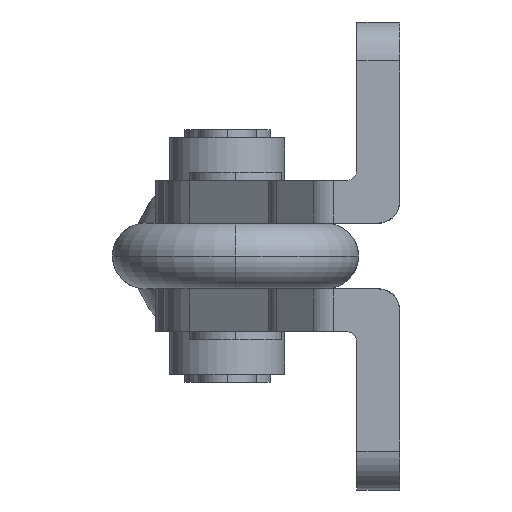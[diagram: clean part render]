
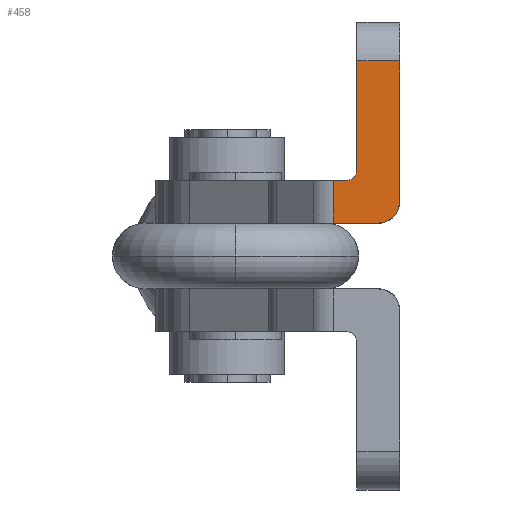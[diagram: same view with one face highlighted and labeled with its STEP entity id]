
A CAD part, left-side view. The second image highlights one B-rep face of the part: STEP entity #458.
In plain terms, the highlighted planar face has unit normal (-1, 0, 0).
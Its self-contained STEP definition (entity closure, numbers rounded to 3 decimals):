
#458 = ADVANCED_FACE( '', ( #1009 ), #1010, .F. );
#1009 = FACE_OUTER_BOUND( '', #1608, .T. );
#1010 = PLANE( '', #1609 );
#1608 = EDGE_LOOP( '', ( #3638, #3639, #3640, #3641, #3642, #3643, #3644, #3645 ) );
#1609 = AXIS2_PLACEMENT_3D( '', #3646, #3647, #3648 );
#3638 = ORIENTED_EDGE( '', *, *, #4604, .T. );
#3639 = ORIENTED_EDGE( '', *, *, #4628, .F. );
#3640 = ORIENTED_EDGE( '', *, *, #4629, .F. );
#3641 = ORIENTED_EDGE( '', *, *, #4630, .F. );
#3642 = ORIENTED_EDGE( '', *, *, #4631, .F. );
#3643 = ORIENTED_EDGE( '', *, *, #4632, .F. );
#3644 = ORIENTED_EDGE( '', *, *, #4633, .F. );
#3645 = ORIENTED_EDGE( '', *, *, #4634, .F. );
#3646 = CARTESIAN_POINT( '', ( -90., 8.06, 4.005 ) );
#3647 = DIRECTION( '', ( 1., 0., 0. ) );
#3648 = DIRECTION( '', ( 0., 1., 0. ) );
#4604 = EDGE_CURVE( '', #5756, #5757, #5758, .T. );
#4628 = EDGE_CURVE( '', #5798, #5757, #5799, .T. );
#4629 = EDGE_CURVE( '', #5800, #5798, #5801, .T. );
#4630 = EDGE_CURVE( '', #5802, #5800, #5803, .T. );
#4631 = EDGE_CURVE( '', #5804, #5802, #5805, .T. );
#4632 = EDGE_CURVE( '', #5806, #5804, #5807, .T. );
#4633 = EDGE_CURVE( '', #5808, #5806, #5809, .T. );
#4634 = EDGE_CURVE( '', #5756, #5808, #5810, .T. );
#5756 = VERTEX_POINT( '', #8089 );
#5757 = VERTEX_POINT( '', #8090 );
#5758 = LINE( '', #8091, #8092 );
#5798 = VERTEX_POINT( '', #8149 );
#5799 = LINE( '', #8150, #8151 );
#5800 = VERTEX_POINT( '', #8152 );
#5801 = CIRCLE( '', #8153, 1.3 );
#5802 = VERTEX_POINT( '', #8154 );
#5803 = LINE( '', #8155, #8156 );
#5804 = VERTEX_POINT( '', #8157 );
#5805 = LINE( '', #8158, #8159 );
#5806 = VERTEX_POINT( '', #8160 );
#5807 = LINE( '', #8161, #8162 );
#5808 = VERTEX_POINT( '', #8163 );
#5809 = CIRCLE( '', #8164, 2.6 );
#5810 = LINE( '', #8165, #8166 );
#8089 = CARTESIAN_POINT( '', ( -90., 0., 23.766 ) );
#8090 = CARTESIAN_POINT( '', ( -90., 5.22, 23.766 ) );
#8091 = CARTESIAN_POINT( '', ( -90., 2.625, 23.766 ) );
#8092 = VECTOR( '', #9497, 1. );
#8149 = CARTESIAN_POINT( '', ( -90., 5.22, 10.49 ) );
#8150 = CARTESIAN_POINT( '', ( -90., 5.22, 7.248 ) );
#8151 = VECTOR( '', #9533, 1. );
#8152 = CARTESIAN_POINT( '', ( -90., 6.52, 9.19 ) );
#8153 = AXIS2_PLACEMENT_3D( '', #9534, #9535, #9536 );
#8154 = CARTESIAN_POINT( '', ( -90., 8.06, 9.19 ) );
#8155 = CARTESIAN_POINT( '', ( -90., 20.655, 9.19 ) );
#8156 = VECTOR( '', #9537, 1. );
#8157 = CARTESIAN_POINT( '', ( -90., 8.06, 4.01 ) );
#8158 = CARTESIAN_POINT( '', ( -90., 8.06, 4.005 ) );
#8159 = VECTOR( '', #9538, 1. );
#8160 = CARTESIAN_POINT( '', ( -90., 2.6, 4.01 ) );
#8161 = CARTESIAN_POINT( '', ( -90., 5.33, 4.01 ) );
#8162 = VECTOR( '', #9539, 1. );
#8163 = CARTESIAN_POINT( '', ( -90., 0., 6.61 ) );
#8164 = AXIS2_PLACEMENT_3D( '', #9540, #9541, #9542 );
#8165 = CARTESIAN_POINT( '', ( -90., 0., 17.008 ) );
#8166 = VECTOR( '', #9543, 1. );
#9497 = DIRECTION( '', ( 0., 1., 0. ) );
#9533 = DIRECTION( '', ( 0., 0., 1. ) );
#9534 = CARTESIAN_POINT( '', ( -90., 6.52, 10.49 ) );
#9535 = DIRECTION( '', ( -1., 0., 0. ) );
#9536 = DIRECTION( '', ( 0., 0., -1. ) );
#9537 = DIRECTION( '', ( 0., -1., 0. ) );
#9538 = DIRECTION( '', ( 0., 0., 1. ) );
#9539 = DIRECTION( '', ( 0., 1., 0. ) );
#9540 = CARTESIAN_POINT( '', ( -90., 2.6, 6.61 ) );
#9541 = DIRECTION( '', ( 1., 0., 0. ) );
#9542 = DIRECTION( '', ( 0., -1., 0. ) );
#9543 = DIRECTION( '', ( 0., 0., -1. ) );
